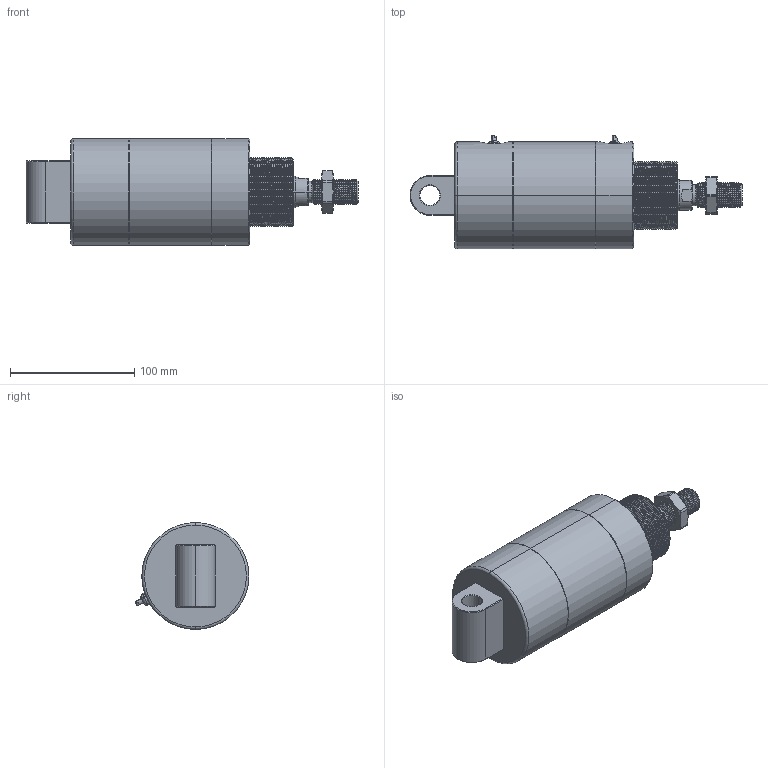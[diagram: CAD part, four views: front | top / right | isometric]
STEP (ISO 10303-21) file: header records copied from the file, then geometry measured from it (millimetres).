
FILE_DESCRIPTION (( 'STEP AP214' ), '1' );
FILE_NAME ('U080 0000 1728.STEP', '2021-05-05T10:56:11', ( '' ), ( '' ), 'SwSTEP 2.0', 'SolidWorks 2019', '' );
FILE_SCHEMA (( 'AUTOMOTIVE_DESIGN' ));
Length unit declared in the file: millimetre
Products named in the file (19): 9080-35-R_9080-35-66; 9041-01; 1080-28; Bremsepakning_PP3040N3589; Afstryger (32-125)_407288; U080 0000 1728; 9025-34_9025-34-0; Bolt-DIN912_M14x45; Bremseskrue 63-125; 9080-36JB2; Magnet_9380; Leje_PAP2520P11; 1080-17; Stempeltætning_E48068N3578; Oring_ORING 03,80 X 1,25; Oring_ORING 75,92 X 1,78; 9040-01; Stempelstangsmøtrik_U1909030
Assembly tree (25 placements, depth 3):
  U080 0000 1728
    1080-17
    1080-28
    9080-35-R_9080-35-66
    9025-34_9025-34-0
    Bremseskrue 63-125
      9040-01
      9041-01
      Oring_ORING 03,80 X 1,25
    Bremseskrue 63-125
      9040-01
      9041-01
      Oring_ORING 03,80 X 1,25
    Afstryger (32-125)_407288
    9080-36JB2  x2
    Leje_PAP2520P11
    Bremsepakning_PP3040N3589  x2
    Stempeltætning_E48068N3578  x2
    Oring_ORING 75,92 X 1,78  x2
    Magnet_9380
    Bolt-DIN912_M14x45
    Stempelstangsmøtrik_U1909030
Bounding box: 267 x 91.5 x 86 mm (x, y, z)
Volume: 913650.4 mm3; surface area: 227376.4 mm2
Topology: 23 solids, 23 shells, 784 faces, 1837 edges, 1146 vertices
Faces by surface type: cylinder 365, plane 184, cone 149, torus 74, bspline 12
Entity records: 33882 total; most frequent: CARTESIAN_POINT 19133, ORIENTED_EDGE 3010, DIRECTION 2897, EDGE_CURVE 1505, AXIS2_PLACEMENT_3D 1185, VERTEX_POINT 945, EDGE_LOOP 714, FACE_OUTER_BOUND 634
